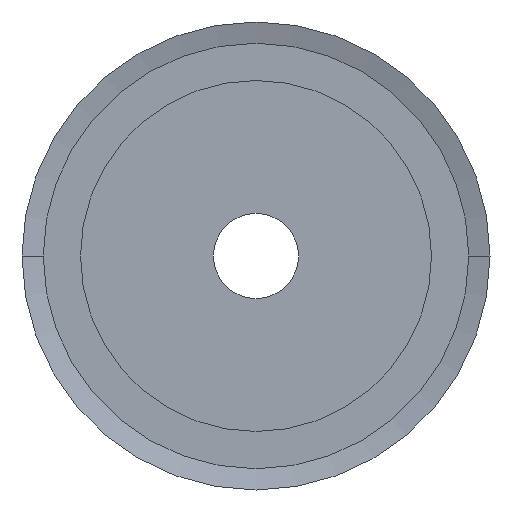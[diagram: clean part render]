
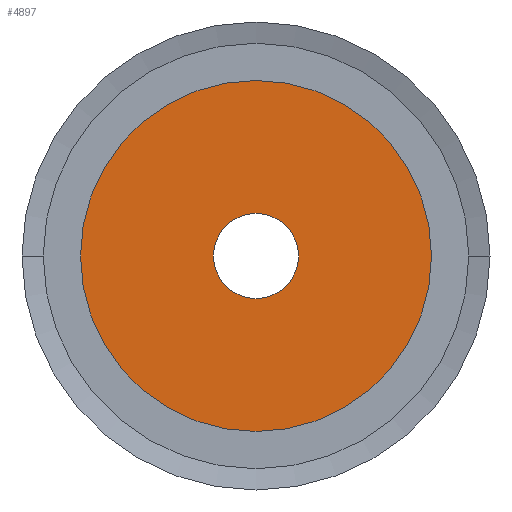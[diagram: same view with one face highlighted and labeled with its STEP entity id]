
A CAD part, left-side view. The second image highlights one B-rep face of the part: STEP entity #4897.
In plain terms, the highlighted planar face has unit normal (-1, 0, 0).
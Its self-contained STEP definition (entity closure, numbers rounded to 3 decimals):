
#4852=CARTESIAN_POINT('',(0.,0.,0.));
#4853=DIRECTION('',(1.,0.,0.));
#4854=DIRECTION('',(0.,0.,-1.));
#4855=AXIS2_PLACEMENT_3D('',#4852,#4853,#4854);
#4856=PLANE('',#4855);
#4857=CARTESIAN_POINT('',(0.,0.,16.5));
#4858=VERTEX_POINT('',#4857);
#4859=CARTESIAN_POINT('',(0.,-0.,-16.5));
#4860=VERTEX_POINT('',#4859);
#4861=CARTESIAN_POINT('',(0.,0.,0.));
#4862=DIRECTION('',(1.,0.,0.));
#4863=DIRECTION('',(0.,0.,-1.));
#4864=AXIS2_PLACEMENT_3D('',#4861,#4862,#4863);
#4865=CIRCLE('',#4864,16.5);
#4866=EDGE_CURVE('',#4858,#4860,#4865,.T.);
#4867=ORIENTED_EDGE('',*,*,#4866,.F.);
#4868=CARTESIAN_POINT('',(0.,0.,0.));
#4869=DIRECTION('',(1.,0.,0.));
#4870=DIRECTION('',(0.,0.,-1.));
#4871=AXIS2_PLACEMENT_3D('',#4868,#4869,#4870);
#4872=CIRCLE('',#4871,16.5);
#4873=EDGE_CURVE('',#4860,#4858,#4872,.T.);
#4874=ORIENTED_EDGE('',*,*,#4873,.F.);
#4875=EDGE_LOOP('',(#4867,#4874));
#4876=FACE_BOUND('',#4875,.T.);
#4877=CARTESIAN_POINT('',(0.,-0.,-4.));
#4878=VERTEX_POINT('',#4877);
#4879=CARTESIAN_POINT('',(0.,0.,4.));
#4880=VERTEX_POINT('',#4879);
#4881=CARTESIAN_POINT('',(0.,0.,0.));
#4882=DIRECTION('',(1.,0.,0.));
#4883=DIRECTION('',(0.,0.,-1.));
#4884=AXIS2_PLACEMENT_3D('',#4881,#4882,#4883);
#4885=CIRCLE('',#4884,4.);
#4886=EDGE_CURVE('',#4878,#4880,#4885,.T.);
#4887=ORIENTED_EDGE('',*,*,#4886,.T.);
#4888=CARTESIAN_POINT('',(0.,0.,0.));
#4889=DIRECTION('',(1.,0.,0.));
#4890=DIRECTION('',(0.,0.,-1.));
#4891=AXIS2_PLACEMENT_3D('',#4888,#4889,#4890);
#4892=CIRCLE('',#4891,4.);
#4893=EDGE_CURVE('',#4880,#4878,#4892,.T.);
#4894=ORIENTED_EDGE('',*,*,#4893,.T.);
#4895=EDGE_LOOP('',(#4887,#4894));
#4896=FACE_BOUND('',#4895,.T.);
#4897=ADVANCED_FACE('',(#4876,#4896),#4856,.F.);
